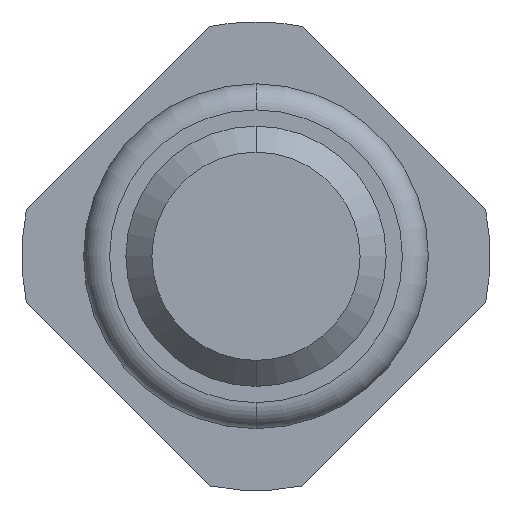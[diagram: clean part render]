
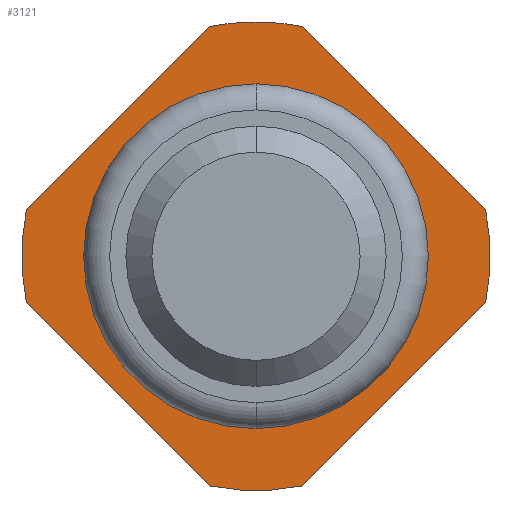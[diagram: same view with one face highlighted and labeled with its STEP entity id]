
A CAD part, front view. The second image highlights one B-rep face of the part: STEP entity #3121.
In plain terms, the highlighted planar face has unit normal (0, -1, 0).
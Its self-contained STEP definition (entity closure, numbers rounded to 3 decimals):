
#52 = EDGE_LOOP ( 'NONE', ( #3607, #900 ) ) ;
#70 = CARTESIAN_POINT ( 'NONE',  ( 0., -2., 0. ) ) ;
#97 = DIRECTION ( 'NONE',  ( 0., 0., 1. ) ) ;
#160 = CARTESIAN_POINT ( 'NONE',  ( 0., -2., 0. ) ) ;
#274 = AXIS2_PLACEMENT_3D ( 'NONE', #4122, #1125, #97 ) ;
#314 = VERTEX_POINT ( 'NONE', #4050 ) ;
#317 = LINE ( 'NONE', #1953, #2341 ) ;
#320 = AXIS2_PLACEMENT_3D ( 'NONE', #1740, #1113, #2804 ) ;
#374 = EDGE_CURVE ( 'NONE', #2038, #630, #2801, .T. ) ;
#492 = CARTESIAN_POINT ( 'NONE',  ( 0.357, -2., -1.764 ) ) ;
#494 = ORIENTED_EDGE ( 'NONE', *, *, #3568, .F. ) ;
#533 = ORIENTED_EDGE ( 'NONE', *, *, #3983, .F. ) ;
#555 = VERTEX_POINT ( 'NONE', #3153 ) ;
#630 = VERTEX_POINT ( 'NONE', #2573 ) ;
#696 = DIRECTION ( 'NONE',  ( 0., 1., 0. ) ) ;
#701 = LINE ( 'NONE', #2427, #1167 ) ;
#768 = CARTESIAN_POINT ( 'NONE',  ( 1.764, -2., -0.357 ) ) ;
#879 = PLANE ( 'NONE',  #3262 ) ;
#884 = EDGE_CURVE ( 'NONE', #314, #2687, #901, .T. ) ;
#900 = ORIENTED_EDGE ( 'NONE', *, *, #3342, .T. ) ;
#901 = CIRCLE ( 'NONE', #2754, 1.8 ) ;
#916 = DIRECTION ( 'NONE',  ( 0., 1., 0. ) ) ;
#925 = FACE_OUTER_BOUND ( 'NONE', #1034, .T. ) ;
#967 = VERTEX_POINT ( 'NONE', #3866 ) ;
#976 = CARTESIAN_POINT ( 'NONE',  ( -1.764, -2., 0.357 ) ) ;
#1026 = EDGE_CURVE ( 'NONE', #2687, #2105, #1924, .T. ) ;
#1034 = EDGE_LOOP ( 'NONE', ( #1241, #3154, #2259, #2604, #2021, #3032, #494, #533, #1758 ) ) ;
#1073 = CARTESIAN_POINT ( 'NONE',  ( 1.961, -2., -0.161 ) ) ;
#1113 = DIRECTION ( 'NONE',  ( 0., 1., 0. ) ) ;
#1125 = DIRECTION ( 'NONE',  ( 0., 1., 0. ) ) ;
#1167 = VECTOR ( 'NONE', #4052, 1000. ) ;
#1168 = CIRCLE ( 'NONE', #2752, 1.8 ) ;
#1213 = CARTESIAN_POINT ( 'NONE',  ( -0.357, -2., -1.764 ) ) ;
#1241 = ORIENTED_EDGE ( 'NONE', *, *, #2438, .F. ) ;
#1276 = VERTEX_POINT ( 'NONE', #768 ) ;
#1290 = EDGE_CURVE ( 'NONE', #1555, #967, #701, .T. ) ;
#1359 = CARTESIAN_POINT ( 'NONE',  ( 1.961, -2., 0.161 ) ) ;
#1535 = CIRCLE ( 'NONE', #3926, 1.8 ) ;
#1537 = CARTESIAN_POINT ( 'NONE',  ( 0., -2., 1.8 ) ) ;
#1555 = VERTEX_POINT ( 'NONE', #1213 ) ;
#1636 = CARTESIAN_POINT ( 'NONE',  ( 0., -2., 0. ) ) ;
#1643 = DIRECTION ( 'NONE',  ( 0., 1., 0. ) ) ;
#1700 = DIRECTION ( 'NONE',  ( 0., 1., 0. ) ) ;
#1701 = CARTESIAN_POINT ( 'NONE',  ( 0.357, -2., 1.764 ) ) ;
#1740 = CARTESIAN_POINT ( 'NONE',  ( 0., -2., 0. ) ) ;
#1758 = ORIENTED_EDGE ( 'NONE', *, *, #2944, .F. ) ;
#1816 = DIRECTION ( 'NONE',  ( 0., 0., 1. ) ) ;
#1924 = CIRCLE ( 'NONE', #2405, 1.8 ) ;
#1953 = CARTESIAN_POINT ( 'NONE',  ( -0.161, -2., 1.961 ) ) ;
#2021 = ORIENTED_EDGE ( 'NONE', *, *, #2261, .F. ) ;
#2038 = VERTEX_POINT ( 'NONE', #2303 ) ;
#2105 = VERTEX_POINT ( 'NONE', #1701 ) ;
#2187 = CARTESIAN_POINT ( 'NONE',  ( 1.8, -2., 0. ) ) ;
#2259 = ORIENTED_EDGE ( 'NONE', *, *, #884, .F. ) ;
#2261 = EDGE_CURVE ( 'NONE', #967, #2883, #3957, .T. ) ;
#2303 = CARTESIAN_POINT ( 'NONE',  ( 0., -2., 1.325 ) ) ;
#2341 = VECTOR ( 'NONE', #3529, 1000. ) ;
#2405 = AXIS2_PLACEMENT_3D ( 'NONE', #3516, #916, #4112 ) ;
#2427 = CARTESIAN_POINT ( 'NONE',  ( -0.161, -2., -1.961 ) ) ;
#2438 = EDGE_CURVE ( 'NONE', #2105, #555, #3897, .T. ) ;
#2573 = CARTESIAN_POINT ( 'NONE',  ( 0., -2., -1.325 ) ) ;
#2581 = DIRECTION ( 'NONE',  ( 0., 0., 1. ) ) ;
#2604 = ORIENTED_EDGE ( 'NONE', *, *, #4247, .F. ) ;
#2679 = DIRECTION ( 'NONE',  ( 0., 1., 0. ) ) ;
#2687 = VERTEX_POINT ( 'NONE', #1537 ) ;
#2714 = VERTEX_POINT ( 'NONE', #492 ) ;
#2752 = AXIS2_PLACEMENT_3D ( 'NONE', #1636, #696, #4248 ) ;
#2754 = AXIS2_PLACEMENT_3D ( 'NONE', #3281, #1643, #4253 ) ;
#2801 = CIRCLE ( 'NONE', #3480, 1.325 ) ;
#2804 = DIRECTION ( 'NONE',  ( 0., 0., 1. ) ) ;
#2843 = DIRECTION ( 'NONE',  ( 0., 1., 0. ) ) ;
#2883 = VERTEX_POINT ( 'NONE', #976 ) ;
#2944 = EDGE_CURVE ( 'NONE', #555, #1276, #1535, .T. ) ;
#3032 = ORIENTED_EDGE ( 'NONE', *, *, #1290, .F. ) ;
#3083 = LINE ( 'NONE', #1073, #3981 ) ;
#3121 = ADVANCED_FACE ( 'Defeature ausgef�hrt2_10', ( #3163, #925 ), #879, .F. ) ;
#3153 = CARTESIAN_POINT ( 'NONE',  ( 1.764, -2., 0.357 ) ) ;
#3154 = ORIENTED_EDGE ( 'NONE', *, *, #1026, .F. ) ;
#3163 = FACE_BOUND ( 'NONE', #52, .T. ) ;
#3189 = VECTOR ( 'NONE', #3615, 1000. ) ;
#3262 = AXIS2_PLACEMENT_3D ( 'NONE', #2187, #2843, #2581 ) ;
#3281 = CARTESIAN_POINT ( 'NONE',  ( 0., -2., 0. ) ) ;
#3292 = DIRECTION ( 'NONE',  ( 0., 0., 1. ) ) ;
#3342 = EDGE_CURVE ( 'NONE', #630, #2038, #4121, .T. ) ;
#3480 = AXIS2_PLACEMENT_3D ( 'NONE', #70, #2679, #3292 ) ;
#3516 = CARTESIAN_POINT ( 'NONE',  ( 0., -2., 0. ) ) ;
#3529 = DIRECTION ( 'NONE',  ( 0.707, 0., 0.707 ) ) ;
#3568 = EDGE_CURVE ( 'NONE', #2714, #1555, #1168, .T. ) ;
#3607 = ORIENTED_EDGE ( 'NONE', *, *, #374, .T. ) ;
#3615 = DIRECTION ( 'NONE',  ( 0.707, 0., -0.707 ) ) ;
#3718 = DIRECTION ( 'NONE',  ( -0.707, 0., -0.707 ) ) ;
#3866 = CARTESIAN_POINT ( 'NONE',  ( -1.764, -2., -0.357 ) ) ;
#3897 = LINE ( 'NONE', #1359, #3189 ) ;
#3926 = AXIS2_PLACEMENT_3D ( 'NONE', #160, #1700, #1816 ) ;
#3957 = CIRCLE ( 'NONE', #320, 1.8 ) ;
#3981 = VECTOR ( 'NONE', #3718, 1000. ) ;
#3983 = EDGE_CURVE ( 'NONE', #1276, #2714, #3083, .T. ) ;
#4050 = CARTESIAN_POINT ( 'NONE',  ( -0.357, -2., 1.764 ) ) ;
#4052 = DIRECTION ( 'NONE',  ( -0.707, 0., 0.707 ) ) ;
#4112 = DIRECTION ( 'NONE',  ( 0., 0., 1. ) ) ;
#4121 = CIRCLE ( 'NONE', #274, 1.325 ) ;
#4122 = CARTESIAN_POINT ( 'NONE',  ( 0., -2., 0. ) ) ;
#4247 = EDGE_CURVE ( 'NONE', #2883, #314, #317, .T. ) ;
#4248 = DIRECTION ( 'NONE',  ( 0., 0., 1. ) ) ;
#4253 = DIRECTION ( 'NONE',  ( 0., 0., 1. ) ) ;
